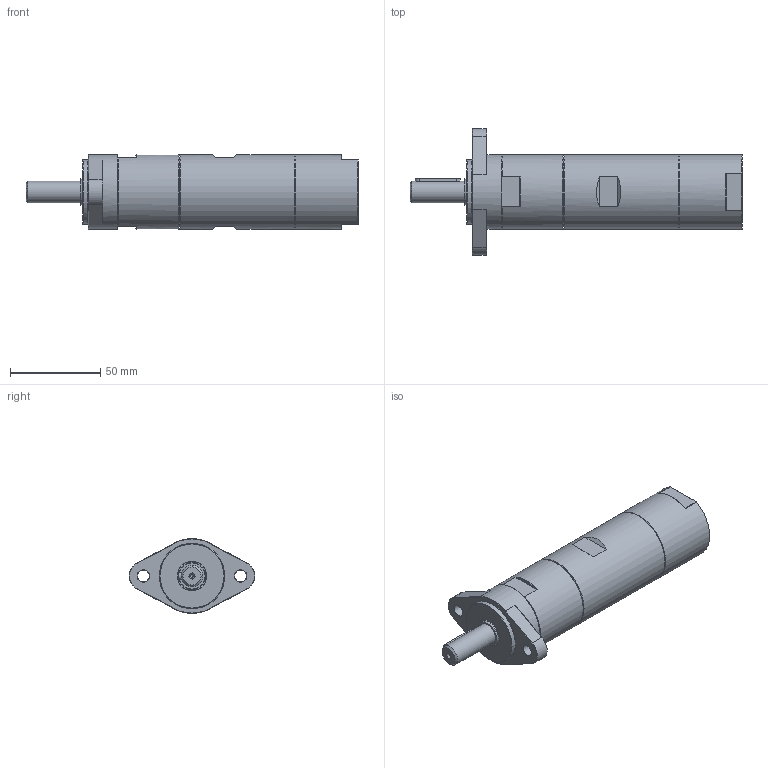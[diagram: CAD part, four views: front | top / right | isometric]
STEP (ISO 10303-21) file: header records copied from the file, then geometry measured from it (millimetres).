
FILE_DESCRIPTION((''),'2;1');
FILE_NAME('MRD 38-580 F54_29935147.stp','2013-07-09T08:00:49',('tpeskos'),(''),'Autodesk Inventor 2013','Autodesk Inventor 2013','');
FILE_SCHEMA(('AUTOMOTIVE_DESIGN { 1 0 10303 214 1 1 1 1 }'));
Length unit declared in the file: millimetre
Products named in the file (1): stp-Dummy MRD 38-580-320-260-160 F54 184,3mm
Bounding box: 184.3 x 69.94 x 41.5 mm (x, y, z)
Volume: 209096.8 mm3; surface area: 27259.8 mm2
Topology: 1 solids, 1 shells, 172 faces, 415 edges, 258 vertices
Faces by surface type: plane 111, cone 36, cylinder 18, bspline 7
Full cylindrical faces by diameter (mm): 1.6 x1, 6.5 x2, 11.445 x2, 12 x1, 15 x1, 16 x1, 36 x2, 41.5 x4
Entity records: 4829 total; most frequent: CARTESIAN_POINT 1055, ORIENTED_EDGE 744, DIRECTION 742, EDGE_CURVE 372, AXIS2_PLACEMENT_3D 250, VERTEX_POINT 250, VECTOR 242, LINE 242
